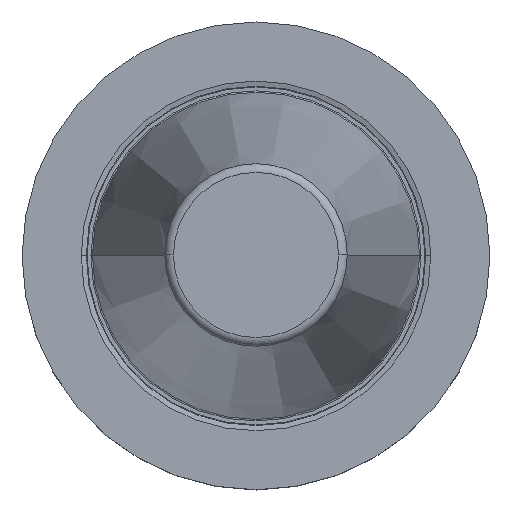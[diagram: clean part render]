
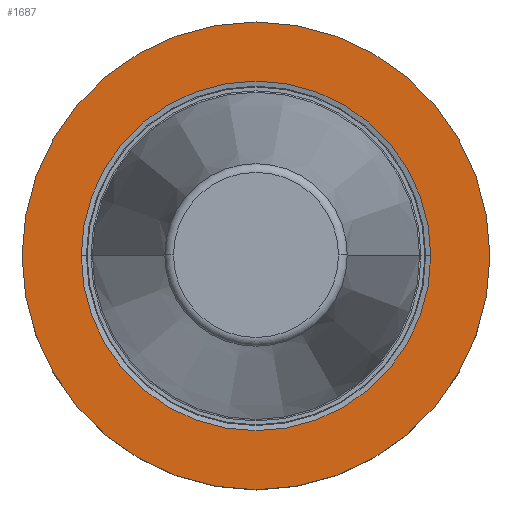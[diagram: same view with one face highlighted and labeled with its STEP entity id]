
A CAD part, top view. The second image highlights one B-rep face of the part: STEP entity #1687.
In plain terms, the highlighted planar face has unit normal (0, 0, 1).
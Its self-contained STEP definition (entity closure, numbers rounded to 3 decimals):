
#182=CARTESIAN_POINT('',(0.,0.,-3.2));
#183=DIRECTION('',(0.,0.,1.));
#184=DIRECTION('',(1.,0.,0.));
#185=AXIS2_PLACEMENT_3D('',#182,#183,#184);
#190=CARTESIAN_POINT('',(0.,0.,-3.2));
#191=DIRECTION('',(0.,0.,-1.));
#192=DIRECTION('',(1.,0.,0.));
#193=AXIS2_PLACEMENT_3D('',#190,#191,#192);
#198=CARTESIAN_POINT('',(0.,0.,-3.2));
#199=DIRECTION('',(0.,0.,1.));
#200=DIRECTION('',(1.,0.,0.));
#201=AXIS2_PLACEMENT_3D('',#198,#199,#200);
#206=CARTESIAN_POINT('',(0.,0.,-3.2));
#207=DIRECTION('',(0.,0.,1.));
#208=DIRECTION('',(-1.,0.,0.));
#209=AXIS2_PLACEMENT_3D('',#206,#207,#208);
#1428=CARTESIAN_POINT('',(31.775,0.,-3.2));
#1429=CARTESIAN_POINT('',(-31.775,0.,-3.2));
#1430=VERTEX_POINT('',#1428);
#1431=VERTEX_POINT('',#1429);
#1494=CARTESIAN_POINT('',(23.746,0.,-3.2));
#1495=VERTEX_POINT('',#1494);
#1498=CARTESIAN_POINT('',(-23.746,0.,-3.2));
#1499=VERTEX_POINT('',#1498);
#1672=CARTESIAN_POINT('',(0.,0.,-3.2));
#1673=DIRECTION('',(0.,0.,-1.));
#1674=DIRECTION('',(-1.,0.,0.));
#1675=AXIS2_PLACEMENT_3D('',#1672,#1673,#1674);
#1676=PLANE('',#1675);
#1677=ORIENTED_EDGE('',*,*,#1653,.F.);
#1678=ORIENTED_EDGE('',*,*,#1595,.T.);
#1679=EDGE_LOOP('',(#1677,#1678));
#1680=FACE_OUTER_BOUND('',#1679,.F.);
#1682=ORIENTED_EDGE('',*,*,#1681,.T.);
#1684=ORIENTED_EDGE('',*,*,#1683,.T.);
#1685=EDGE_LOOP('',(#1682,#1684));
#1686=FACE_BOUND('',#1685,.F.);
#1687=ADVANCED_FACE('',(#1680,#1686),#1676,.F.);
#186=CIRCLE('',#185,31.775);
#194=CIRCLE('',#193,31.775);
#202=CIRCLE('',#201,23.746);
#210=CIRCLE('',#209,23.746);
#1595=EDGE_CURVE('',#1430,#1431,#194,.T.);
#1653=EDGE_CURVE('',#1430,#1431,#186,.T.);
#1681=EDGE_CURVE('',#1495,#1499,#202,.T.);
#1683=EDGE_CURVE('',#1499,#1495,#210,.T.);
